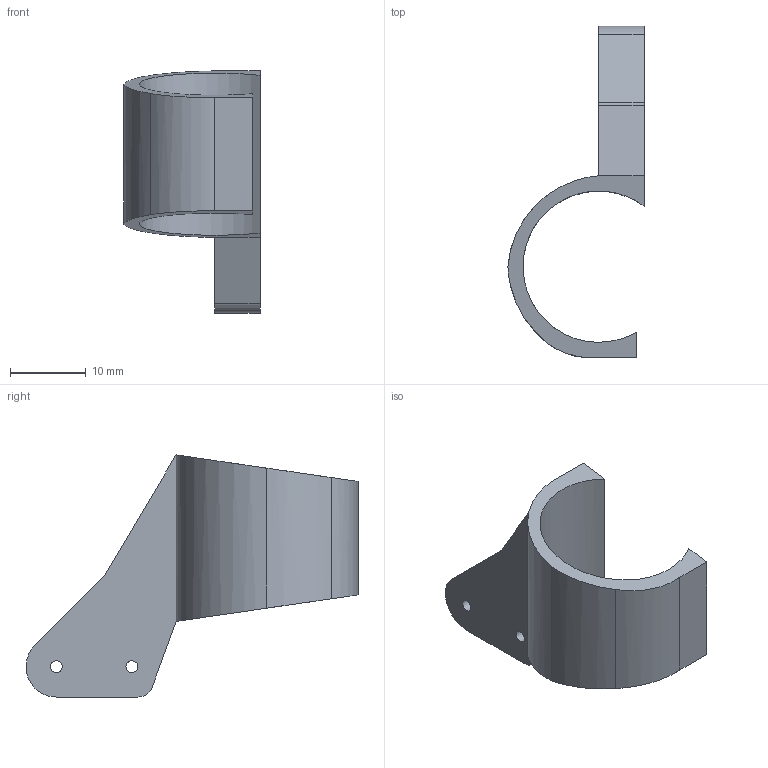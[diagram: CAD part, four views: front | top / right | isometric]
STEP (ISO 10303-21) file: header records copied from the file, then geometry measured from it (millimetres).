
FILE_DESCRIPTION(/* description */ (''),/* implementation_level */ '2;1');
FILE_NAME(/* name */ 'Finger1.ipt.stp',/* time_stamp */ '2021-06-20T10:01:43-05:00',/* author */ ('svale'),/* organization */ (''),/* preprocessor_version */ 'ST-DEVELOPER v18.1',/* originating_system */ 'Autodesk Inventor 2021',/* authorisation */ '');
FILE_SCHEMA (('AUTOMOTIVE_DESIGN { 1 0 10303 214 3 1 1 }'));
Length unit declared in the file: millimetre
Products named in the file (1): Finger1
Bounding box: 18 x 43.88 x 32 mm (x, y, z)
Volume: 3610.5 mm3; surface area: 2960.4 mm2
Topology: 1 solids, 1 shells, 21 faces, 58 edges, 42 vertices
Faces by surface type: plane 12, cylinder 9
Full cylindrical faces by diameter (mm): 1.567 x2
Entity records: 733 total; most frequent: DIRECTION 121, CARTESIAN_POINT 119, ORIENTED_EDGE 110, EDGE_CURVE 55, AXIS2_PLACEMENT_3D 44, VERTEX_POINT 36, LINE 33, VECTOR 33
